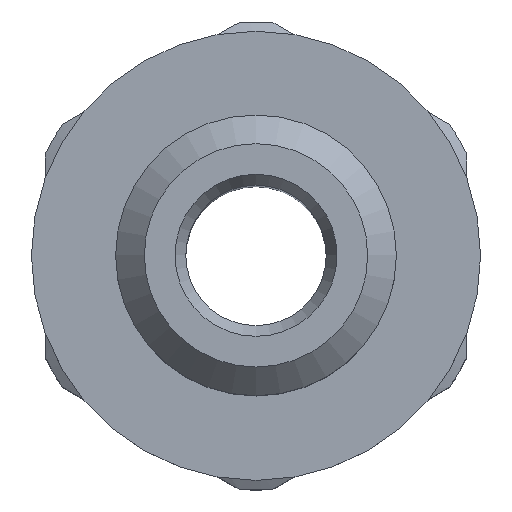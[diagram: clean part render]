
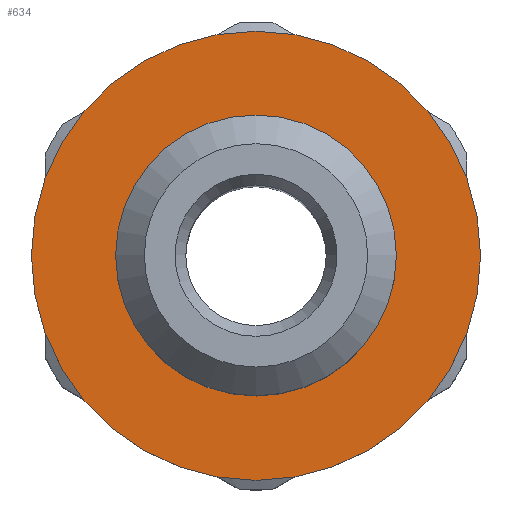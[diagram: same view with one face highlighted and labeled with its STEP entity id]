
A CAD part, top view. The second image highlights one B-rep face of the part: STEP entity #634.
In plain terms, the highlighted planar face has unit normal (0, 0, 1).
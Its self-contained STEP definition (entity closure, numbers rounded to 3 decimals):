
#28=PLANE('',#731);
#107=CIRCLE('',#727,1.4);
#108=CIRCLE('',#729,2.4);
#218=ORIENTED_EDGE('',*,*,#353,.T.);
#219=ORIENTED_EDGE('',*,*,#354,.F.);
#353=EDGE_CURVE('',#411,#411,#107,.T.);
#354=EDGE_CURVE('',#412,#412,#108,.T.);
#411=VERTEX_POINT('',#1176);
#412=VERTEX_POINT('',#1179);
#487=EDGE_LOOP('',(#218));
#488=EDGE_LOOP('',(#219));
#557=FACE_BOUND('',#487,.T.);
#558=FACE_BOUND('',#488,.T.);
#634=ADVANCED_FACE('',(#557,#558),#28,.T.);
#727=AXIS2_PLACEMENT_3D('',#1175,#896,#897);
#729=AXIS2_PLACEMENT_3D('',#1178,#900,#901);
#731=AXIS2_PLACEMENT_3D('',#1182,#904,#905);
#896=DIRECTION('',(0.,0.,-1.));
#897=DIRECTION('',(-1.,0.,0.));
#900=DIRECTION('',(0.,0.,-1.));
#901=DIRECTION('',(-1.,0.,0.));
#904=DIRECTION('',(0.,0.,1.));
#905=DIRECTION('',(1.,0.,0.));
#1175=CARTESIAN_POINT('',(0.,0.,-2.7));
#1176=CARTESIAN_POINT('',(-1.4,0.,-2.7));
#1178=CARTESIAN_POINT('',(0.,0.,-2.7));
#1179=CARTESIAN_POINT('',(-2.4,0.,-2.7));
#1182=CARTESIAN_POINT('',(0.,2.4,-2.7));
